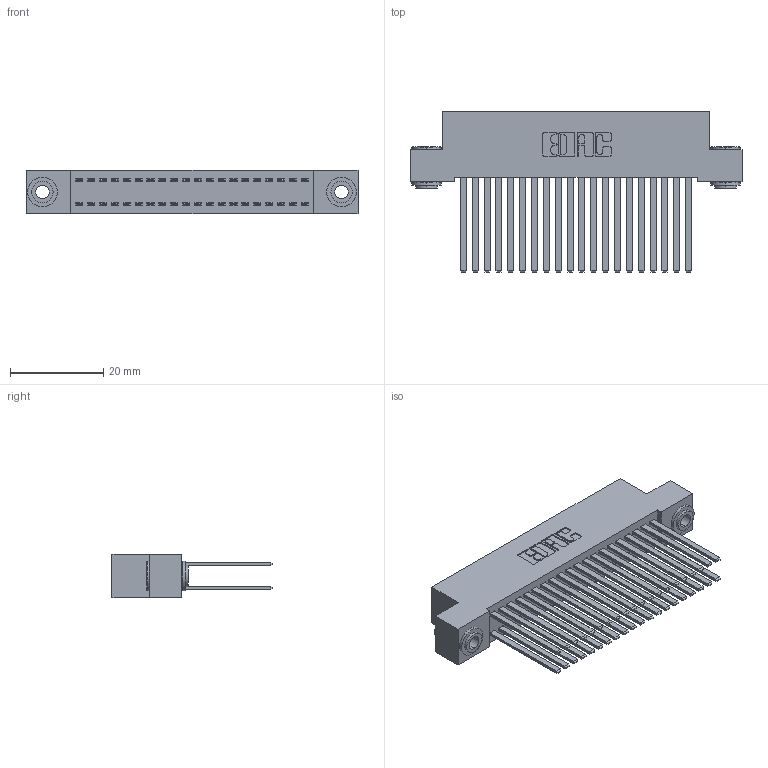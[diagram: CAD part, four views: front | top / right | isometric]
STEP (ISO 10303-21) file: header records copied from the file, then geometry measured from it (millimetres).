
FILE_DESCRIPTION (( 'STEP AP203' ), '1' );
FILE_NAME ('392-040-544-203.STEP', '2018-08-16T12:22:33', ( '' ), ( '' ), 'SwSTEP 2.0', 'SolidWorks 2016', '' );
FILE_SCHEMA (( 'CONFIG_CONTROL_DESIGN' ));
Length unit declared in the file: inch
Products named in the file (4): 345-292-001_345-293-144; 342-250-002_345-250-002-102; 392-040-544-203; 342 Part_.156 TH
Assembly tree (43 placements, depth 2):
  392-040-544-203
    342 Part_.156 TH
    345-292-001_345-293-144  x40
    342-250-002_345-250-002-102  x2
Bounding box: 71.12 x 34.3 x 9.4 mm (x, y, z)
Volume: 6869.5 mm3; surface area: 12406.7 mm2
Topology: 43 solids, 43 shells, 1988 faces, 5855 edges, 3846 vertices
Faces by surface type: plane 1356, cylinder 624, cone 8
Entity records: 16046 total; most frequent: CARTESIAN_POINT 2657, ORIENTED_EDGE 2586, DIRECTION 2339, EDGE_CURVE 1293, VECTOR 1145, LINE 1145, VERTEX_POINT 858, AXIS2_PLACEMENT_3D 597
